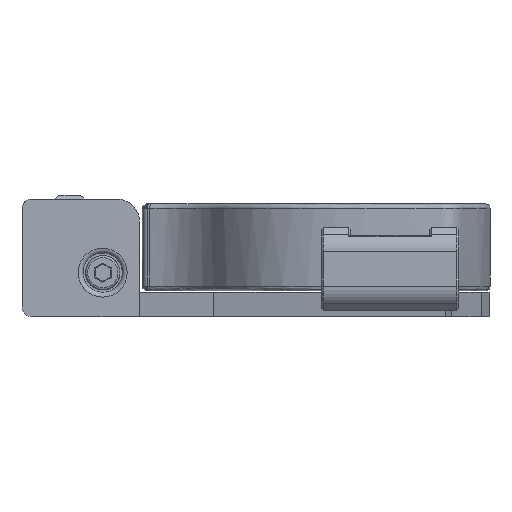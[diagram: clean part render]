
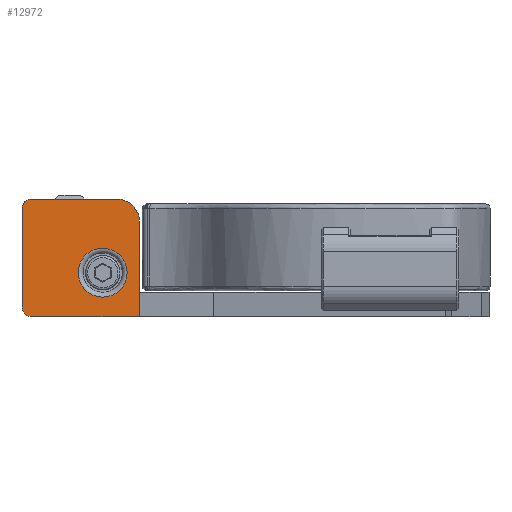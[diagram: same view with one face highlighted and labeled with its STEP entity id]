
A CAD part, left-side view. The second image highlights one B-rep face of the part: STEP entity #12972.
In plain terms, the highlighted planar face has unit normal (-1, 0, 0).
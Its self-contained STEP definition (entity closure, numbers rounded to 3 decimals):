
#229=B_SPLINE_CURVE_WITH_KNOTS('',3,(#18748,#18749,#18750,#18751),
 .UNSPECIFIED.,.F.,.F.,(4,4),(1.519,1.536),
 .UNSPECIFIED.);
#230=B_SPLINE_CURVE_WITH_KNOTS('',3,(#18752,#18753,#18754,#18755),
 .UNSPECIFIED.,.F.,.F.,(4,4),(1.501,1.519),
 .UNSPECIFIED.);
#400=FACE_BOUND('',#1319,.T.);
#526=FACE_OUTER_BOUND('',#1318,.T.);
#1318=EDGE_LOOP('',(#8559,#8560,#8561,#8562,#8563,#8564,#8565,#8566,#8567,
#8568,#8569));
#1319=EDGE_LOOP('',(#8570));
#2229=CIRCLE('',#13833,4.5);
#2230=CIRCLE('',#13834,2.);
#2231=CIRCLE('',#13835,2.);
#2232=CIRCLE('',#13836,5.);
#2574=LINE('',#18637,#3957);
#2575=LINE('',#18641,#3958);
#2621=LINE('',#18737,#4004);
#2622=LINE('',#18741,#4005);
#2623=LINE('',#18745,#4006);
#2624=LINE('',#18756,#4007);
#3957=VECTOR('',#14971,1.);
#3958=VECTOR('',#14974,1.);
#4004=VECTOR('',#15032,1.);
#4005=VECTOR('',#15035,10.);
#4006=VECTOR('',#15038,10.);
#4007=VECTOR('',#15041,10.);
#5340=VERTEX_POINT('',#18635);
#5341=VERTEX_POINT('',#18636);
#5342=VERTEX_POINT('',#18638);
#5343=VERTEX_POINT('',#18640);
#5369=VERTEX_POINT('',#18696);
#5387=VERTEX_POINT('',#18736);
#5388=VERTEX_POINT('',#18738);
#5389=VERTEX_POINT('',#18740);
#5390=VERTEX_POINT('',#18742);
#5391=VERTEX_POINT('',#18744);
#5392=VERTEX_POINT('',#18747);
#5393=VERTEX_POINT('',#18757);
#6592=EDGE_CURVE('',#5340,#5341,#2574,.T.);
#6594=EDGE_CURVE('',#5342,#5343,#2575,.T.);
#6642=EDGE_CURVE('',#5387,#5369,#2621,.T.);
#6643=EDGE_CURVE('',#5388,#5387,#2229,.T.);
#6644=EDGE_CURVE('',#5388,#5389,#2622,.F.);
#6645=EDGE_CURVE('',#5390,#5389,#2230,.T.);
#6646=EDGE_CURVE('',#5390,#5391,#2623,.T.);
#6647=EDGE_CURVE('',#5343,#5391,#2231,.T.);
#6648=EDGE_CURVE('',#5392,#5342,#229,.T.);
#6649=EDGE_CURVE('',#5341,#5392,#230,.T.);
#6650=EDGE_CURVE('',#5369,#5340,#2624,.T.);
#6651=EDGE_CURVE('',#5393,#5393,#2232,.T.);
#8559=ORIENTED_EDGE('',*,*,#6642,.F.);
#8560=ORIENTED_EDGE('',*,*,#6643,.F.);
#8561=ORIENTED_EDGE('',*,*,#6644,.T.);
#8562=ORIENTED_EDGE('',*,*,#6645,.F.);
#8563=ORIENTED_EDGE('',*,*,#6646,.T.);
#8564=ORIENTED_EDGE('',*,*,#6647,.F.);
#8565=ORIENTED_EDGE('',*,*,#6594,.F.);
#8566=ORIENTED_EDGE('',*,*,#6648,.F.);
#8567=ORIENTED_EDGE('',*,*,#6649,.F.);
#8568=ORIENTED_EDGE('',*,*,#6592,.F.);
#8569=ORIENTED_EDGE('',*,*,#6650,.F.);
#8570=ORIENTED_EDGE('',*,*,#6651,.F.);
#12332=PLANE('',#13832);
#12972=ADVANCED_FACE('',(#526,#400),#12332,.T.);
#13832=AXIS2_PLACEMENT_3D('',#18735,#15030,#15031);
#13833=AXIS2_PLACEMENT_3D('',#18739,#15033,#15034);
#13834=AXIS2_PLACEMENT_3D('',#18743,#15036,#15037);
#13835=AXIS2_PLACEMENT_3D('',#18746,#15039,#15040);
#13836=AXIS2_PLACEMENT_3D('',#18758,#15042,#15043);
#14971=DIRECTION('',(0.,1.,0.));
#14974=DIRECTION('',(0.,1.,0.));
#15030=DIRECTION('center_axis',(-1.,0.,0.));
#15031=DIRECTION('ref_axis',(0.,1.,0.));
#15032=DIRECTION('',(0.,0.,-1.));
#15033=DIRECTION('center_axis',(1.,0.,0.));
#15034=DIRECTION('ref_axis',(0.,-0.707,0.707));
#15035=DIRECTION('',(0.,-1.,0.));
#15036=DIRECTION('center_axis',(1.,0.,0.));
#15037=DIRECTION('ref_axis',(0.,1.,0.));
#15038=DIRECTION('',(0.,0.,-1.));
#15039=DIRECTION('center_axis',(1.,0.,0.));
#15040=DIRECTION('ref_axis',(0.,1.,0.));
#15041=DIRECTION('',(0.,0.,-1.));
#15042=DIRECTION('center_axis',(-1.,0.,0.));
#15043=DIRECTION('ref_axis',(0.,-1.,0.));
#18635=CARTESIAN_POINT('',(1128.924,65.155,-1.267));
#18636=CARTESIAN_POINT('',(1128.924,78.969,-1.267));
#18637=CARTESIAN_POINT('',(1128.924,68.062,-1.267));
#18638=CARTESIAN_POINT('',(1128.924,79.34,-1.267));
#18640=CARTESIAN_POINT('',(1128.924,87.108,-1.267));
#18641=CARTESIAN_POINT('',(1128.924,68.062,-1.267));
#18696=CARTESIAN_POINT('',(1128.924,65.155,3.731));
#18735=CARTESIAN_POINT('Origin',(1128.924,65.155,21.733));
#18736=CARTESIAN_POINT('',(1128.924,65.155,18.233));
#18737=CARTESIAN_POINT('',(1128.924,65.155,21.733));
#18738=CARTESIAN_POINT('',(1128.924,69.655,22.733));
#18739=CARTESIAN_POINT('Origin',(1128.924,69.655,18.233));
#18740=CARTESIAN_POINT('',(1128.924,87.108,22.733));
#18741=CARTESIAN_POINT('',(1128.924,65.155,22.733));
#18742=CARTESIAN_POINT('',(1128.924,89.108,20.733));
#18743=CARTESIAN_POINT('Origin',(1128.924,87.108,20.733));
#18744=CARTESIAN_POINT('',(1128.924,89.108,0.733));
#18745=CARTESIAN_POINT('',(1128.924,89.108,21.733));
#18746=CARTESIAN_POINT('Origin',(1128.924,87.108,0.733));
#18747=CARTESIAN_POINT('',(1128.924,79.155,-1.267));
#18748=CARTESIAN_POINT('Ctrl Pts',(1128.924,79.155,-1.267));
#18749=CARTESIAN_POINT('Ctrl Pts',(1128.924,79.213,-1.267));
#18750=CARTESIAN_POINT('Ctrl Pts',(1128.924,79.282,-1.267));
#18751=CARTESIAN_POINT('Ctrl Pts',(1128.924,79.34,-1.267));
#18752=CARTESIAN_POINT('Ctrl Pts',(1128.924,78.969,-1.267));
#18753=CARTESIAN_POINT('Ctrl Pts',(1128.924,79.027,-1.267));
#18754=CARTESIAN_POINT('Ctrl Pts',(1128.924,79.097,-1.267));
#18755=CARTESIAN_POINT('Ctrl Pts',(1128.924,79.155,-1.267));
#18756=CARTESIAN_POINT('',(1128.924,65.155,12.732));
#18757=CARTESIAN_POINT('',(1128.924,72.655,12.73));
#18758=CARTESIAN_POINT('Origin',(1128.924,72.655,7.73));
